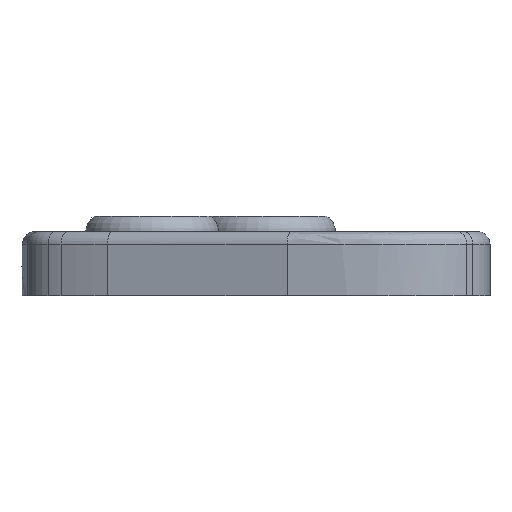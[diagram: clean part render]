
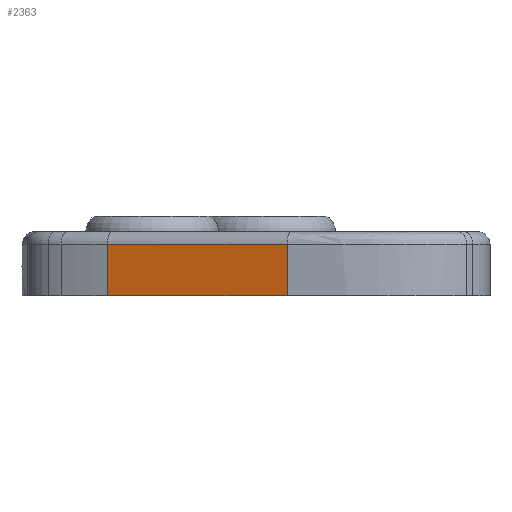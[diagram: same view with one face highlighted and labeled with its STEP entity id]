
A CAD part, left-side view. The second image highlights one B-rep face of the part: STEP entity #2363.
In plain terms, the highlighted planar face has unit normal (-0.949, 0.314, 0).
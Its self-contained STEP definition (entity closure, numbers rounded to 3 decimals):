
#151=LINE('',#4221,#334);
#163=LINE('',#4362,#346);
#164=LINE('',#4364,#347);
#165=LINE('',#4365,#348);
#334=VECTOR('',#2820,10.);
#346=VECTOR('',#2860,10.);
#347=VECTOR('',#2861,10.);
#348=VECTOR('',#2862,10.);
#553=FACE_OUTER_BOUND('',#696,.T.);
#696=EDGE_LOOP('',(#1640,#1641,#1642,#1643));
#1017=VERTEX_POINT('',#4035);
#1018=VERTEX_POINT('',#4220);
#1045=VERTEX_POINT('',#4361);
#1046=VERTEX_POINT('',#4363);
#1251=EDGE_CURVE('',#1018,#1017,#151,.T.);
#1279=EDGE_CURVE('',#1017,#1045,#163,.T.);
#1280=EDGE_CURVE('',#1046,#1045,#164,.T.);
#1281=EDGE_CURVE('',#1018,#1046,#165,.T.);
#1640=ORIENTED_EDGE('',*,*,#1251,.T.);
#1641=ORIENTED_EDGE('',*,*,#1279,.T.);
#1642=ORIENTED_EDGE('',*,*,#1280,.F.);
#1643=ORIENTED_EDGE('',*,*,#1281,.F.);
#2315=PLANE('',#2545);
#2363=ADVANCED_FACE('',(#553),#2315,.T.);
#2545=AXIS2_PLACEMENT_3D('',#4360,#2858,#2859);
#2820=DIRECTION('',(-0.314,-0.949,0.));
#2858=DIRECTION('center_axis',(-0.949,0.314,0.));
#2859=DIRECTION('ref_axis',(-0.314,-0.949,0.));
#2860=DIRECTION('',(0.,0.,1.));
#2861=DIRECTION('',(-0.314,-0.949,0.));
#2862=DIRECTION('',(0.,0.,1.));
#4035=CARTESIAN_POINT('',(-81.922,-16.08,-7.4));
#4220=CARTESIAN_POINT('',(-68.054,25.831,-7.4));
#4221=CARTESIAN_POINT('',(-69.86,20.374,-7.4));
#4360=CARTESIAN_POINT('Origin',(-68.054,25.831,1.6));
#4361=CARTESIAN_POINT('',(-81.922,-16.08,4.6));
#4362=CARTESIAN_POINT('',(-81.922,-16.08,1.6));
#4363=CARTESIAN_POINT('',(-68.054,25.831,4.6));
#4364=CARTESIAN_POINT('',(-69.419,21.707,4.6));
#4365=CARTESIAN_POINT('',(-68.054,25.831,1.6));
